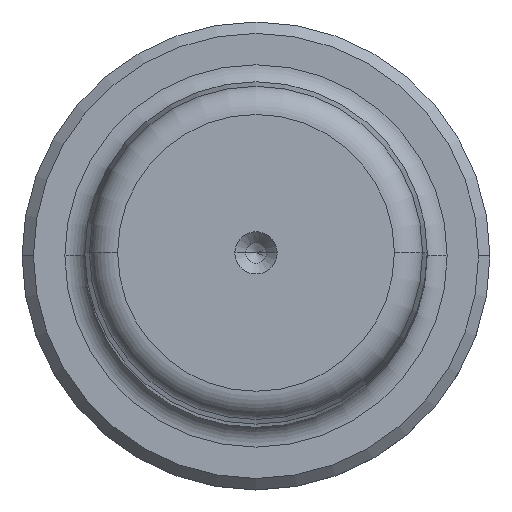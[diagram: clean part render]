
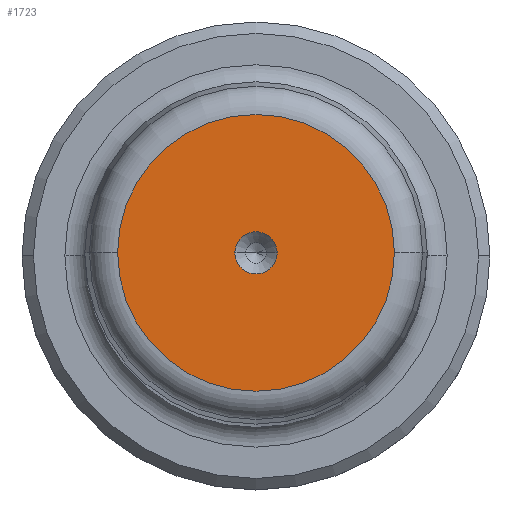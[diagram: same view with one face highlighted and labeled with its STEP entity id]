
A CAD part, top view. The second image highlights one B-rep face of the part: STEP entity #1723.
In plain terms, the highlighted planar face has unit normal (0, 0, 1).
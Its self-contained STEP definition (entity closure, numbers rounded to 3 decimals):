
#20 = VERTEX_POINT ( 'NONE', #1266 ) ;
#65 = EDGE_LOOP ( 'NONE', ( #1345, #519 ) ) ;
#253 = DIRECTION ( 'NONE',  ( 0., 0., 1. ) ) ;
#279 = AXIS2_PLACEMENT_3D ( 'NONE', #330, #718, #1977 ) ;
#314 = FACE_BOUND ( 'NONE', #1909, .T. ) ;
#330 = CARTESIAN_POINT ( 'NONE',  ( 0., 0., 190. ) ) ;
#332 = CARTESIAN_POINT ( 'NONE',  ( 1.85, 0., 190. ) ) ;
#374 = EDGE_CURVE ( 'NONE', #1510, #20, #1597, .T. ) ;
#377 = CIRCLE ( 'NONE', #731, 1.85 ) ;
#407 = ORIENTED_EDGE ( 'NONE', *, *, #513, .F. ) ;
#430 = CIRCLE ( 'NONE', #2029, 1.85 ) ;
#513 = EDGE_CURVE ( 'NONE', #1652, #913, #377, .T. ) ;
#519 = ORIENTED_EDGE ( 'NONE', *, *, #374, .T. ) ;
#684 = CARTESIAN_POINT ( 'NONE',  ( 0., 0., 190. ) ) ;
#718 = DIRECTION ( 'NONE',  ( 0., 0., 1. ) ) ;
#731 = AXIS2_PLACEMENT_3D ( 'NONE', #1365, #253, #1540 ) ;
#874 = DIRECTION ( 'NONE',  ( 1., 0., 0. ) ) ;
#913 = VERTEX_POINT ( 'NONE', #332 ) ;
#1025 = AXIS2_PLACEMENT_3D ( 'NONE', #2105, #1040, #2280 ) ;
#1040 = DIRECTION ( 'NONE',  ( 0., 0., 1. ) ) ;
#1078 = DIRECTION ( 'NONE',  ( 0., 0., 1. ) ) ;
#1243 = FACE_OUTER_BOUND ( 'NONE', #65, .T. ) ;
#1258 = CARTESIAN_POINT ( 'NONE',  ( -1.85, 0., 190. ) ) ;
#1266 = CARTESIAN_POINT ( 'NONE',  ( 12.124, 0., 190. ) ) ;
#1345 = ORIENTED_EDGE ( 'NONE', *, *, #1377, .T. ) ;
#1362 = AXIS2_PLACEMENT_3D ( 'NONE', #684, #1948, #874 ) ;
#1365 = CARTESIAN_POINT ( 'NONE',  ( 0., 0., 190. ) ) ;
#1377 = EDGE_CURVE ( 'NONE', #20, #1510, #1446, .T. ) ;
#1446 = CIRCLE ( 'NONE', #1362, 12.124 ) ;
#1510 = VERTEX_POINT ( 'NONE', #2336 ) ;
#1540 = DIRECTION ( 'NONE',  ( 1., 0., 0. ) ) ;
#1597 = CIRCLE ( 'NONE', #1025, 12.124 ) ;
#1646 = EDGE_CURVE ( 'NONE', #913, #1652, #430, .T. ) ;
#1652 = VERTEX_POINT ( 'NONE', #1258 ) ;
#1723 = ADVANCED_FACE ( 'NONE', ( #314, #1243 ), #2153, .T. ) ;
#1909 = EDGE_LOOP ( 'NONE', ( #2305, #407 ) ) ;
#1948 = DIRECTION ( 'NONE',  ( 0., 0., 1. ) ) ;
#1977 = DIRECTION ( 'NONE',  ( 1., 0., 0. ) ) ;
#2029 = AXIS2_PLACEMENT_3D ( 'NONE', #2145, #1078, #2316 ) ;
#2105 = CARTESIAN_POINT ( 'NONE',  ( 0., 0., 190. ) ) ;
#2145 = CARTESIAN_POINT ( 'NONE',  ( 0., 0., 190. ) ) ;
#2153 = PLANE ( 'NONE',  #279 ) ;
#2280 = DIRECTION ( 'NONE',  ( 1., 0., 0. ) ) ;
#2305 = ORIENTED_EDGE ( 'NONE', *, *, #1646, .F. ) ;
#2316 = DIRECTION ( 'NONE',  ( 1., 0., 0. ) ) ;
#2336 = CARTESIAN_POINT ( 'NONE',  ( -12.124, 0., 190. ) ) ;
